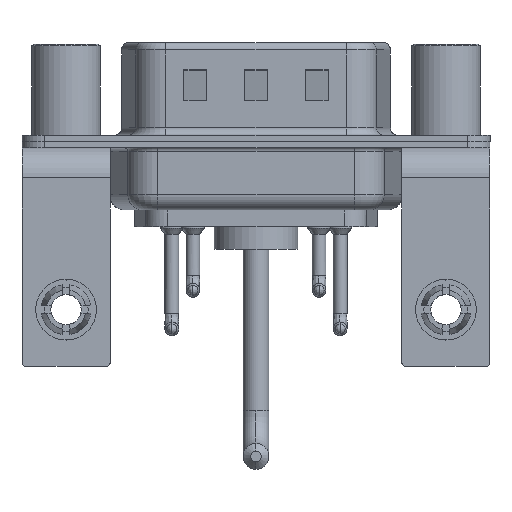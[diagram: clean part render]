
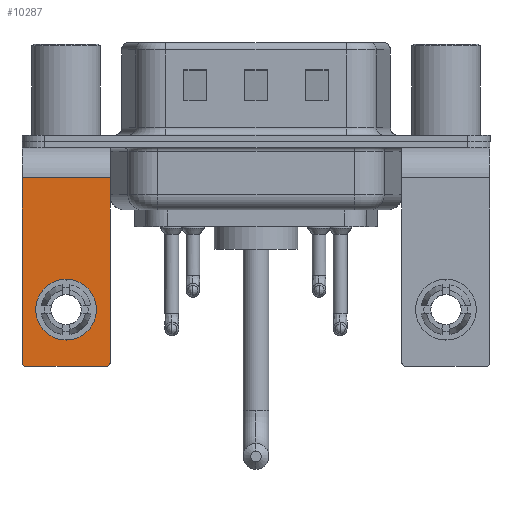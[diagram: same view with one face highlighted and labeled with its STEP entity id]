
A CAD part, front view. The second image highlights one B-rep face of the part: STEP entity #10287.
In plain terms, the highlighted planar face has unit normal (0, -1, 0).
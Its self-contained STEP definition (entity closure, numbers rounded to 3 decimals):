
#49 = PLANE ( 'NONE',  #10762 ) ;
#672 = DIRECTION ( 'NONE',  ( 0., 0., 1. ) ) ;
#1018 = DIRECTION ( 'NONE',  ( -1., 0., 0. ) ) ;
#1309 = DIRECTION ( 'NONE',  ( 0., 0., 1. ) ) ;
#1324 = EDGE_CURVE ( 'NONE', #10605, #19958, #17786, .T. ) ;
#1329 = AXIS2_PLACEMENT_3D ( 'NONE', #2328, #2684, #16810 ) ;
#1773 = DIRECTION ( 'NONE',  ( 0., 0., -1. ) ) ;
#1820 = ORIENTED_EDGE ( 'NONE', *, *, #6585, .F. ) ;
#2237 = DIRECTION ( 'NONE',  ( 0., 0., 1. ) ) ;
#2328 = CARTESIAN_POINT ( 'NONE',  ( 2.65, -6.25, -14.55 ) ) ;
#2552 = CARTESIAN_POINT ( 'NONE',  ( 2.9, -6.25, -2.4 ) ) ;
#2684 = DIRECTION ( 'NONE',  ( 0., -1., 0. ) ) ;
#2910 = VERTEX_POINT ( 'NONE', #18669 ) ;
#3235 = ORIENTED_EDGE ( 'NONE', *, *, #17673, .T. ) ;
#3451 = CARTESIAN_POINT ( 'NONE',  ( 2.9, -6.25, -2.4 ) ) ;
#4911 = ORIENTED_EDGE ( 'NONE', *, *, #13608, .F. ) ;
#5617 = EDGE_LOOP ( 'NONE', ( #22396, #23192, #4911, #8969, #1820, #3235 ) ) ;
#6261 = DIRECTION ( 'NONE',  ( 0., 1., 0. ) ) ;
#6585 = EDGE_CURVE ( 'NONE', #14377, #2910, #19835, .T. ) ;
#6959 = CARTESIAN_POINT ( 'NONE',  ( 2.9, -6.25, -2.4 ) ) ;
#7204 = CARTESIAN_POINT ( 'NONE',  ( -2.9, -6.25, -2.4 ) ) ;
#7813 = CARTESIAN_POINT ( 'NONE',  ( 0., -6.25, -9.07 ) ) ;
#8198 = CARTESIAN_POINT ( 'NONE',  ( 2.9, -6.25, -14.8 ) ) ;
#8832 = VECTOR ( 'NONE', #10452, 1000. ) ;
#8969 = ORIENTED_EDGE ( 'NONE', *, *, #22313, .T. ) ;
#9311 = FACE_BOUND ( 'NONE', #15474, .T. ) ;
#9334 = CARTESIAN_POINT ( 'NONE',  ( 0., -6.25, -11.07 ) ) ;
#9506 = CIRCLE ( 'NONE', #17113, 2. ) ;
#10025 = CIRCLE ( 'NONE', #1329, 0.25 ) ;
#10116 = CARTESIAN_POINT ( 'NONE',  ( -2.9, -6.25, -2.4 ) ) ;
#10287 = ADVANCED_FACE ( 'NONE', ( #9311, #23456 ), #49, .F. ) ;
#10302 = DIRECTION ( 'NONE',  ( 0., 1., 0. ) ) ;
#10452 = DIRECTION ( 'NONE',  ( 0., 0., -1. ) ) ;
#10605 = VERTEX_POINT ( 'NONE', #10116 ) ;
#10719 = DIRECTION ( 'NONE',  ( 0., 0., 1. ) ) ;
#10762 = AXIS2_PLACEMENT_3D ( 'NONE', #21440, #16547, #10719 ) ;
#11413 = VECTOR ( 'NONE', #1018, 1000. ) ;
#11443 = EDGE_CURVE ( 'NONE', #19958, #17345, #17120, .T. ) ;
#11572 = VERTEX_POINT ( 'NONE', #20656 ) ;
#11615 = LINE ( 'NONE', #8198, #19546 ) ;
#11926 = AXIS2_PLACEMENT_3D ( 'NONE', #16801, #6261, #672 ) ;
#11928 = ORIENTED_EDGE ( 'NONE', *, *, #20820, .T. ) ;
#13050 = CIRCLE ( 'NONE', #11926, 2. ) ;
#13148 = DIRECTION ( 'NONE',  ( 0., -1., 0. ) ) ;
#13608 = EDGE_CURVE ( 'NONE', #11572, #17345, #11615, .T. ) ;
#14143 = VERTEX_POINT ( 'NONE', #7813 ) ;
#14377 = VERTEX_POINT ( 'NONE', #6959 ) ;
#15474 = EDGE_LOOP ( 'NONE', ( #18258, #11928 ) ) ;
#15615 = AXIS2_PLACEMENT_3D ( 'NONE', #16599, #13148, #2237 ) ;
#15657 = EDGE_CURVE ( 'NONE', #21570, #14143, #9506, .T. ) ;
#16408 = DIRECTION ( 'NONE',  ( -1., 0., 0. ) ) ;
#16547 = DIRECTION ( 'NONE',  ( 0., 1., 0. ) ) ;
#16599 = CARTESIAN_POINT ( 'NONE',  ( -2.65, -6.25, -14.55 ) ) ;
#16801 = CARTESIAN_POINT ( 'NONE',  ( 0., -6.25, -11.07 ) ) ;
#16810 = DIRECTION ( 'NONE',  ( 0., 0., 1. ) ) ;
#17113 = AXIS2_PLACEMENT_3D ( 'NONE', #9334, #10302, #1309 ) ;
#17120 = CIRCLE ( 'NONE', #15615, 0.25 ) ;
#17121 = CARTESIAN_POINT ( 'NONE',  ( 0., -6.25, -13.07 ) ) ;
#17345 = VERTEX_POINT ( 'NONE', #22677 ) ;
#17673 = EDGE_CURVE ( 'NONE', #14377, #10605, #18822, .T. ) ;
#17786 = LINE ( 'NONE', #7204, #17869 ) ;
#17869 = VECTOR ( 'NONE', #1773, 1000. ) ;
#18258 = ORIENTED_EDGE ( 'NONE', *, *, #15657, .T. ) ;
#18669 = CARTESIAN_POINT ( 'NONE',  ( 2.9, -6.25, -14.55 ) ) ;
#18822 = LINE ( 'NONE', #2552, #11413 ) ;
#18991 = CARTESIAN_POINT ( 'NONE',  ( -2.9, -6.25, -14.55 ) ) ;
#19546 = VECTOR ( 'NONE', #16408, 1000. ) ;
#19835 = LINE ( 'NONE', #3451, #8832 ) ;
#19958 = VERTEX_POINT ( 'NONE', #18991 ) ;
#20656 = CARTESIAN_POINT ( 'NONE',  ( 2.65, -6.25, -14.8 ) ) ;
#20820 = EDGE_CURVE ( 'NONE', #14143, #21570, #13050, .T. ) ;
#21440 = CARTESIAN_POINT ( 'NONE',  ( 2.9, -6.25, -2.4 ) ) ;
#21570 = VERTEX_POINT ( 'NONE', #17121 ) ;
#22313 = EDGE_CURVE ( 'NONE', #11572, #2910, #10025, .T. ) ;
#22396 = ORIENTED_EDGE ( 'NONE', *, *, #1324, .T. ) ;
#22677 = CARTESIAN_POINT ( 'NONE',  ( -2.65, -6.25, -14.8 ) ) ;
#23192 = ORIENTED_EDGE ( 'NONE', *, *, #11443, .T. ) ;
#23456 = FACE_OUTER_BOUND ( 'NONE', #5617, .T. ) ;
